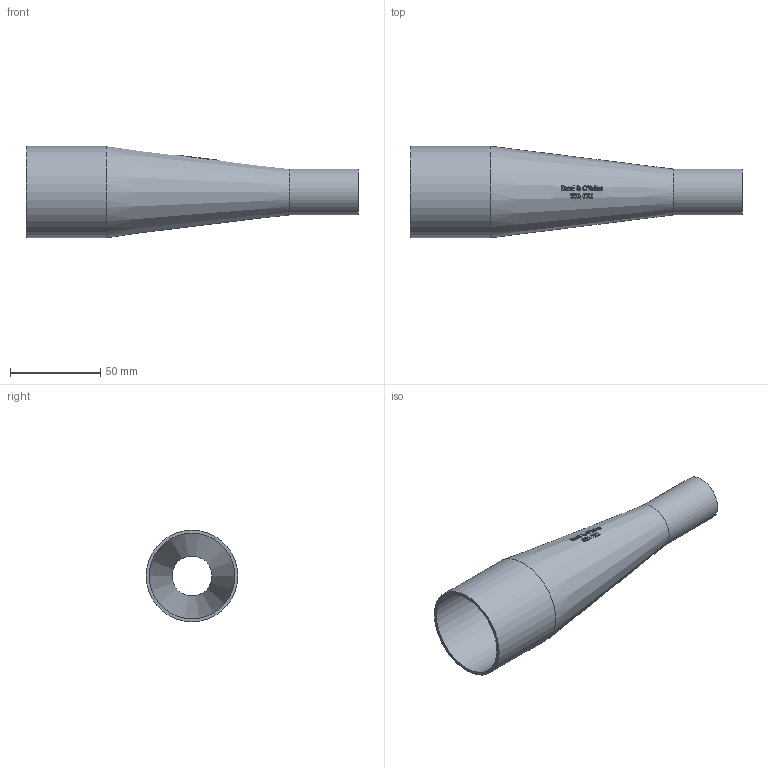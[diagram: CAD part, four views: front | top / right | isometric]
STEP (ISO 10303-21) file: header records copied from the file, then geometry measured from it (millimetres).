
FILE_DESCRIPTION(/* description */ (''),/* implementation_level */ '2;1');
FILE_NAME(/* name */ 'S31-2X1.stp',/* time_stamp */ '2018-11-28T16:12:27-05:00',/* author */ ('rick'),/* organization */ (''),/* preprocessor_version */ 'ST-DEVELOPER v15.2',/* originating_system */ 'Autodesk Inventor 2014',/* authorisation */ '');
FILE_SCHEMA (('AUTOMOTIVE_DESIGN { 1 0 10303 214 3 1 1 }'));
Length unit declared in the file: inch
Products named in the file (1): S31-2X1
Bounding box: 184.15 x 50.8 x 50.8 mm (x, y, z)
Volume: 35228.6 mm3; surface area: 43264.4 mm2
Topology: 1 solids, 1 shells, 338 faces, 921 edges, 614 vertices
Faces by surface type: bspline 167, plane 136, cone 31, cylinder 4
Full cylindrical faces by diameter (mm): 22.098 x1, 25.4 x1, 47.498 x1, 50.8 x1
Entity records: 13733 total; most frequent: CARTESIAN_POINT 6192, ORIENTED_EDGE 1822, DIRECTION 1063, EDGE_CURVE 911, VERTEX_POINT 610, LINE 423, VECTOR 423, EDGE_LOOP 375
